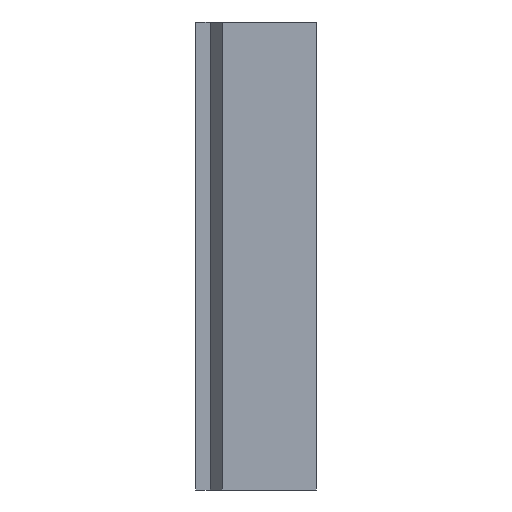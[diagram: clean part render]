
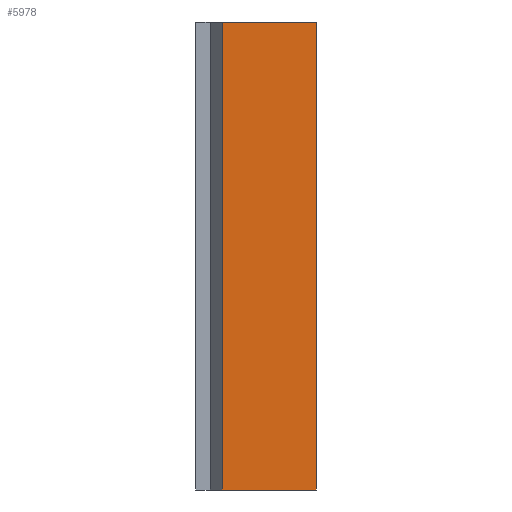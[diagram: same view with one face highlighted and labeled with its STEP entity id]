
A CAD part, left-side view. The second image highlights one B-rep face of the part: STEP entity #5978.
In plain terms, the highlighted planar face has unit normal (-1, 0, 0).
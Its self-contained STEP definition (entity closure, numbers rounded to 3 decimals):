
#1410 = DIRECTION ( 'NONE',  ( 0., 1., 0. ) ) ;
#1411 = DIRECTION ( 'NONE',  ( 1., 0., 0. ) ) ;
#1412 = CARTESIAN_POINT ( 'NONE',  ( -21., 7., 97. ) ) ;
#1413 = PLANE ( 'NONE',  #6253 ) ;
#4400 = FACE_OUTER_BOUND ( 'NONE', #5315, .T. ) ;
#4771 = VECTOR ( 'NONE', #8895, 1000. ) ;
#4793 = LINE ( 'NONE', #8893, #4924 ) ;
#4810 = VECTOR ( 'NONE', #8968, 1000. ) ;
#4811 = LINE ( 'NONE', #8969, #4810 ) ;
#4817 = VECTOR ( 'NONE', #8988, 1000. ) ;
#4818 = LINE ( 'NONE', #8989, #4817 ) ;
#4924 = VECTOR ( 'NONE', #8892, 1000. ) ;
#5235 = LINE ( 'NONE', #8896, #4771 ) ;
#5315 = EDGE_LOOP ( 'NONE', ( #7037, #7038, #7039, #7040 ) ) ;
#5618 = EDGE_CURVE ( 'NONE', #9534, #9236, #4818, .T. ) ;
#5622 = EDGE_CURVE ( 'NONE', #9513, #9509, #4811, .T. ) ;
#5634 = EDGE_CURVE ( 'NONE', #9236, #9509, #5235, .T. ) ;
#5635 = EDGE_CURVE ( 'NONE', #9534, #9513, #4793, .T. ) ;
#5978 = ADVANCED_FACE ( 'NONE', ( #4400 ), #1413, .F. ) ;
#6253 = AXIS2_PLACEMENT_3D ( 'NONE', #1412, #1411, #1410 ) ;
#7037 = ORIENTED_EDGE ( 'NONE', *, *, #5622, .T. ) ;
#7038 = ORIENTED_EDGE ( 'NONE', *, *, #5634, .F. ) ;
#7039 = ORIENTED_EDGE ( 'NONE', *, *, #5618, .F. ) ;
#7040 = ORIENTED_EDGE ( 'NONE', *, *, #5635, .T. ) ;
#8892 = DIRECTION ( 'NONE',  ( 0., 0., -1. ) ) ;
#8893 = CARTESIAN_POINT ( 'NONE',  ( -21., 7., 97. ) ) ;
#8895 = DIRECTION ( 'NONE',  ( 0., 0., -1. ) ) ;
#8896 = CARTESIAN_POINT ( 'NONE',  ( -21., -12.5, 97. ) ) ;
#8968 = DIRECTION ( 'NONE',  ( 0., -1., 0. ) ) ;
#8969 = CARTESIAN_POINT ( 'NONE',  ( -21., 7., 0. ) ) ;
#8988 = DIRECTION ( 'NONE',  ( 0., -1., 0. ) ) ;
#8989 = CARTESIAN_POINT ( 'NONE',  ( -21., 7., 97. ) ) ;
#9236 = VERTEX_POINT ( 'NONE', #9954 ) ;
#9509 = VERTEX_POINT ( 'NONE', #9900 ) ;
#9513 = VERTEX_POINT ( 'NONE', #9896 ) ;
#9534 = VERTEX_POINT ( 'NONE', #9877 ) ;
#9877 = CARTESIAN_POINT ( 'NONE',  ( -21., 7., 97. ) ) ;
#9896 = CARTESIAN_POINT ( 'NONE',  ( -21., 7., 0. ) ) ;
#9900 = CARTESIAN_POINT ( 'NONE',  ( -21., -12.5, 0. ) ) ;
#9954 = CARTESIAN_POINT ( 'NONE',  ( -21., -12.5, 97. ) ) ;
